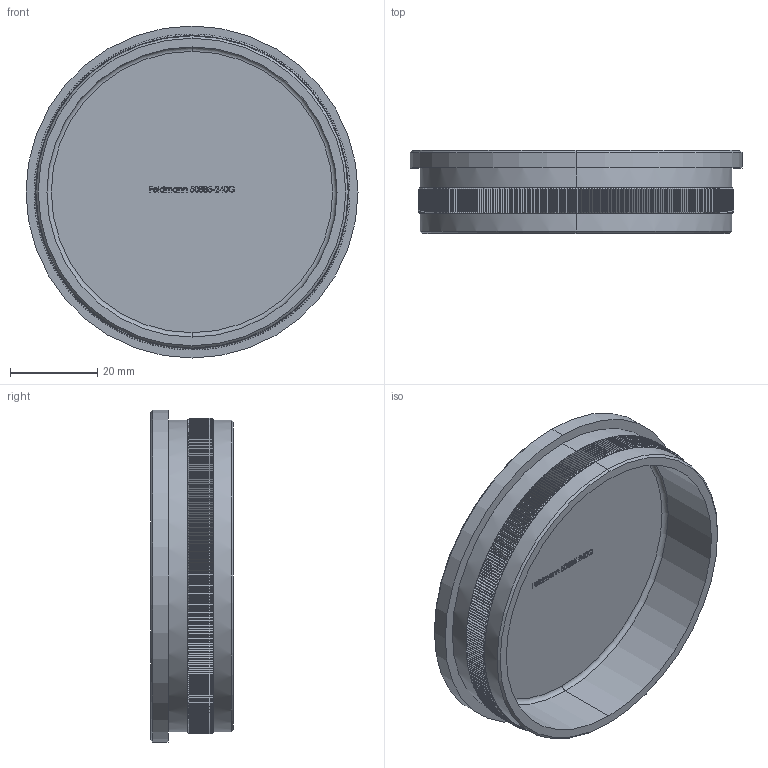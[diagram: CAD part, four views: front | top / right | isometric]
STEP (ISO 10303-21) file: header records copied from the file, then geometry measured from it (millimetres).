
FILE_DESCRIPTION (( 'STEP AP203' ), '1' );
FILE_NAME ('50885-240G.STEP', '2019-05-07T14:49:16', ( '' ), ( '' ), 'SwSTEP 2.0', 'SolidWorks 2015', '' );
FILE_SCHEMA (( 'CONFIG_CONTROL_DESIGN' ));
Length unit declared in the file: millimetre
Products named in the file (1): 50885-240G
Bounding box: 76.1 x 19 x 76.1 mm (x, y, z)
Volume: 26651.6 mm3; surface area: 17472.2 mm2
Topology: 1 solids, 1 shells, 2792 faces, 6834 edges, 4074 vertices
Faces by surface type: plane 1565, cone 726, cylinder 368, bspline 131, torus 2
Entity records: 89637 total; most frequent: CARTESIAN_POINT 26486, ORIENTED_EDGE 13668, DIRECTION 12640, EDGE_CURVE 6834, AXIS2_PLACEMENT_3D 4848, VERTEX_POINT 4074, LINE 2944, VECTOR 2944
